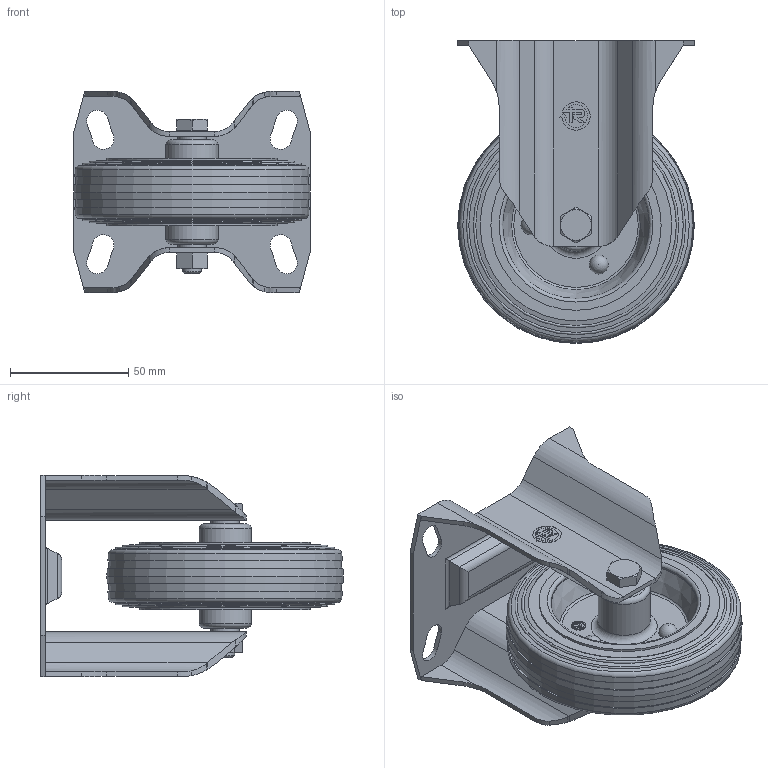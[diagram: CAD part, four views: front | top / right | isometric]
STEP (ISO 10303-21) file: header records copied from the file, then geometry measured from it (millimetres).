
FILE_DESCRIPTION( ( 'STEP AP214' ), ' ' );
FILE_NAME( '235902.stp', '2017-04-27T06:23:08', ( '' ), ( '' ), ' ', 'PARTsolutions', ' ' );
FILE_SCHEMA( ( 'AUTOMOTIVE_DESIGN { 1 0 10303 214 1 1 1 1 }' ) );
Length unit declared in the file: millimetre
Products named in the file (6): 235902; _233122; _Shaft 100-M8-40-12450; _SF/NL (100-100x85-30128)-b; _Nut M8(GREY); _Bolt M8-60(GREY)
Assembly tree (5 placements, depth 2):
  235902
    _233122
    _Shaft 100-M8-40-12450
    _SF/NL (100-100x85-30128)-b
    _Nut M8(GREY)
    _Bolt M8-60(GREY)
Bounding box: 100 x 128 x 85 mm (x, y, z)
Volume: 189679.6 mm3; surface area: 78906.2 mm2
Topology: 5 solids, 5 shells, 330 faces, 820 edges, 528 vertices
Faces by surface type: plane 179, cylinder 94, cone 35, torus 16, sphere 6
Full cylindrical faces by diameter (mm): 6.647 x1, 8 x4, 11.47 x1, 12 x1, 12.7 x1, 13.5 x2, 22 x2, 62 x2, 72 x2, 81 x2
Entity records: 12376 total; most frequent: CARTESIAN_POINT 1948, DIRECTION 1602, ORIENTED_EDGE 1496, EDGE_CURVE 748, AXIS2_PLACEMENT_3D 582, VERTEX_POINT 524, LINE 438, VECTOR 438
